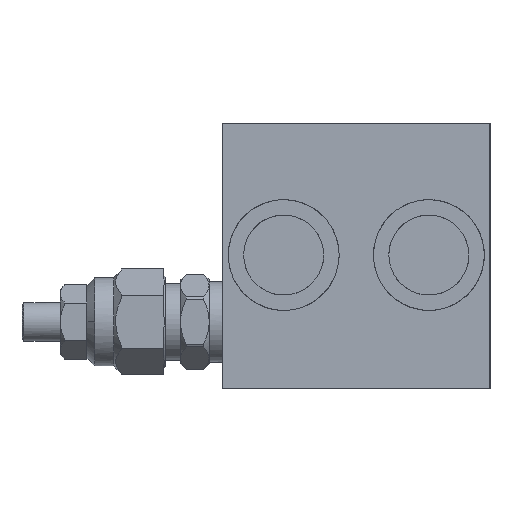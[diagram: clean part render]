
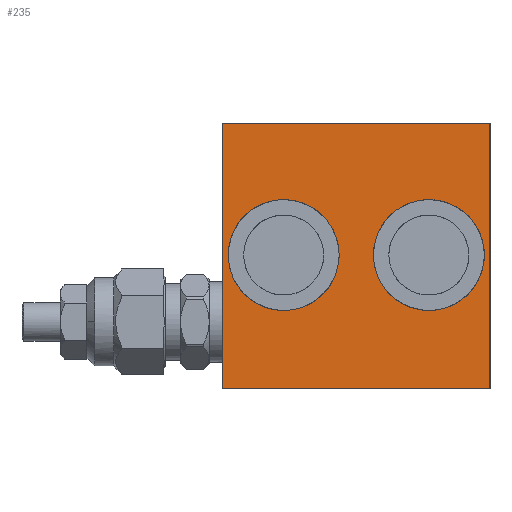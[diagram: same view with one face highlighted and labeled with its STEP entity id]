
A CAD part, left-side view. The second image highlights one B-rep face of the part: STEP entity #235.
In plain terms, the highlighted planar face has unit normal (-1, 0, 0).
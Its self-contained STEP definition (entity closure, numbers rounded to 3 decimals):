
#75=FACE_BOUND($,#1059,.T.);
#76=FACE_BOUND($,#1060,.T.);
#235=ADVANCED_FACE($,(#617,#75,#76),#5206,.T.);
#617=FACE_OUTER_BOUND($,#1058,.T.);
#1058=EDGE_LOOP($,(#2088,#2089,#2090,#2091));
#1059=EDGE_LOOP($,(#2092,#2093));
#1060=EDGE_LOOP($,(#2094,#2095));
#2088=ORIENTED_EDGE($,*,*,#3664,.T.);
#2089=ORIENTED_EDGE($,*,*,#3577,.F.);
#2090=ORIENTED_EDGE($,*,*,#3694,.F.);
#2091=ORIENTED_EDGE($,*,*,#3653,.T.);
#2092=ORIENTED_EDGE($,*,*,#3696,.F.);
#2093=ORIENTED_EDGE($,*,*,#3695,.F.);
#2094=ORIENTED_EDGE($,*,*,#3697,.F.);
#2095=ORIENTED_EDGE($,*,*,#3698,.F.);
#3577=EDGE_CURVE($,#4434,#4433,#6008,.T.);
#3653=EDGE_CURVE($,#4507,#4506,#6012,.T.);
#3664=EDGE_CURVE($,#4506,#4433,#6015,.T.);
#3694=EDGE_CURVE($,#4507,#4434,#6018,.T.);
#3695=EDGE_CURVE($,#4546,#4547,#5516,.T.);
#3696=EDGE_CURVE($,#4547,#4546,#5517,.T.);
#3697=EDGE_CURVE($,#4548,#4549,#5518,.T.);
#3698=EDGE_CURVE($,#4549,#4548,#5519,.T.);
#4433=VERTEX_POINT($,#12791);
#4434=VERTEX_POINT($,#12792);
#4506=VERTEX_POINT($,#12864);
#4507=VERTEX_POINT($,#12865);
#4546=VERTEX_POINT($,#12904);
#4547=VERTEX_POINT($,#12905);
#4548=VERTEX_POINT($,#12906);
#4549=VERTEX_POINT($,#12907);
#5206=PLANE($,#6386);
#5516=(
BOUNDED_CURVE()
B_SPLINE_CURVE(2,(#8987,#8988,#8989,#8990,#8991),.UNSPECIFIED.,.F.,.F.)
B_SPLINE_CURVE_WITH_KNOTS((3,2,3),(-3.142,-1.571,0.),
.UNSPECIFIED.)
CURVE()
GEOMETRIC_REPRESENTATION_ITEM()
RATIONAL_B_SPLINE_CURVE((1.,0.707,1.,0.707,1.))
REPRESENTATION_ITEM($)
);
#5517=(
BOUNDED_CURVE()
B_SPLINE_CURVE(2,(#8992,#8993,#8994,#8995,#8996),.UNSPECIFIED.,.F.,.F.)
B_SPLINE_CURVE_WITH_KNOTS((3,2,3),(-6.283,-4.712,-3.142),
.UNSPECIFIED.)
CURVE()
GEOMETRIC_REPRESENTATION_ITEM()
RATIONAL_B_SPLINE_CURVE((1.,0.707,1.,0.707,1.))
REPRESENTATION_ITEM($)
);
#5518=(
BOUNDED_CURVE()
B_SPLINE_CURVE(2,(#8997,#8998,#8999,#9000,#9001),.UNSPECIFIED.,.F.,.F.)
B_SPLINE_CURVE_WITH_KNOTS((3,2,3),(-3.142,-1.571,0.),
.UNSPECIFIED.)
CURVE()
GEOMETRIC_REPRESENTATION_ITEM()
RATIONAL_B_SPLINE_CURVE((1.,0.707,1.,0.707,1.))
REPRESENTATION_ITEM($)
);
#5519=(
BOUNDED_CURVE()
B_SPLINE_CURVE(2,(#9002,#9003,#9004,#9005,#9006),.UNSPECIFIED.,.F.,.F.)
B_SPLINE_CURVE_WITH_KNOTS((3,2,3),(-6.283,-4.712,-3.142),
.UNSPECIFIED.)
CURVE()
GEOMETRIC_REPRESENTATION_ITEM()
RATIONAL_B_SPLINE_CURVE((1.,0.707,1.,0.707,1.))
REPRESENTATION_ITEM($)
);
#6008=B_SPLINE_CURVE_WITH_KNOTS($,1,(#8462,#8463),.UNSPECIFIED.,.F.,.F.,
(2,2),(-35.,35.),.UNSPECIFIED.);
#6012=B_SPLINE_CURVE_WITH_KNOTS($,1,(#8822,#8823),.UNSPECIFIED.,.F.,.F.,
(2,2),(-35.,35.),.UNSPECIFIED.);
#6015=B_SPLINE_CURVE_WITH_KNOTS($,1,(#8860,#8861),.UNSPECIFIED.,.F.,.F.,
(2,2),(-34.75,34.75),.UNSPECIFIED.);
#6018=B_SPLINE_CURVE_WITH_KNOTS($,1,(#8985,#8986),.UNSPECIFIED.,.F.,.F.,
(2,2),(-34.75,34.75),.UNSPECIFIED.);
#6386=AXIS2_PLACEMENT_3D($,#10696,#6525,$);
#6525=DIRECTION($,(-1.,0.,0.));
#8462=CARTESIAN_POINT($,(554.5,70.,114.5));
#8463=CARTESIAN_POINT($,(554.5,0.,114.5));
#8822=CARTESIAN_POINT($,(554.5,70.,45.));
#8823=CARTESIAN_POINT($,(554.5,0.,45.));
#8860=CARTESIAN_POINT($,(554.5,0.,45.));
#8861=CARTESIAN_POINT($,(554.5,0.,114.5));
#8985=CARTESIAN_POINT($,(554.5,70.,45.));
#8986=CARTESIAN_POINT($,(554.5,70.,114.5));
#8987=CARTESIAN_POINT($,(554.5,1.5,80.));
#8988=CARTESIAN_POINT($,(554.5,1.5,94.5));
#8989=CARTESIAN_POINT($,(554.5,16.,94.5));
#8990=CARTESIAN_POINT($,(554.5,30.5,94.5));
#8991=CARTESIAN_POINT($,(554.5,30.5,80.));
#8992=CARTESIAN_POINT($,(554.5,30.5,80.));
#8993=CARTESIAN_POINT($,(554.5,30.5,65.5));
#8994=CARTESIAN_POINT($,(554.5,16.,65.5));
#8995=CARTESIAN_POINT($,(554.5,1.5,65.5));
#8996=CARTESIAN_POINT($,(554.5,1.5,80.));
#8997=CARTESIAN_POINT($,(554.5,39.5,80.));
#8998=CARTESIAN_POINT($,(554.5,39.5,94.5));
#8999=CARTESIAN_POINT($,(554.5,54.,94.5));
#9000=CARTESIAN_POINT($,(554.5,68.5,94.5));
#9001=CARTESIAN_POINT($,(554.5,68.5,80.));
#9002=CARTESIAN_POINT($,(554.5,68.5,80.));
#9003=CARTESIAN_POINT($,(554.5,68.5,65.5));
#9004=CARTESIAN_POINT($,(554.5,54.,65.5));
#9005=CARTESIAN_POINT($,(554.5,39.5,65.5));
#9006=CARTESIAN_POINT($,(554.5,39.5,80.));
#10696=CARTESIAN_POINT($,(554.5,0.,45.));
#12791=CARTESIAN_POINT($,(554.5,0.,114.5));
#12792=CARTESIAN_POINT($,(554.5,70.,114.5));
#12864=CARTESIAN_POINT($,(554.5,0.,45.));
#12865=CARTESIAN_POINT($,(554.5,70.,45.));
#12904=CARTESIAN_POINT($,(554.5,1.5,80.));
#12905=CARTESIAN_POINT($,(554.5,30.5,80.));
#12906=CARTESIAN_POINT($,(554.5,39.5,80.));
#12907=CARTESIAN_POINT($,(554.5,68.5,80.));
